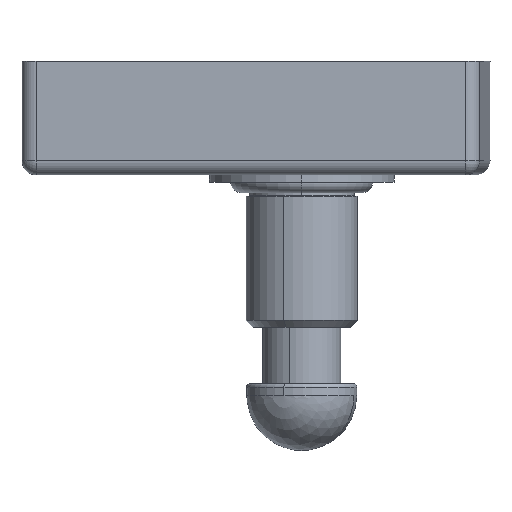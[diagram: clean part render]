
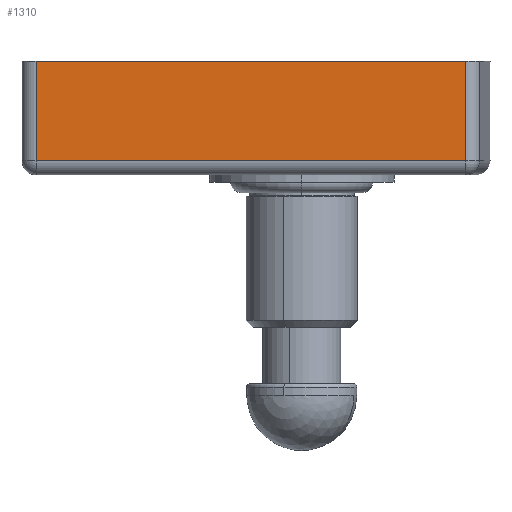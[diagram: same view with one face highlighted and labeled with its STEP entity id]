
A CAD part, front view. The second image highlights one B-rep face of the part: STEP entity #1310.
In plain terms, the highlighted face is planar.
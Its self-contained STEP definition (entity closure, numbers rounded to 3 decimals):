
#497 = CARTESIAN_POINT ( 'NONE',  ( 40., 1.95, 0. ) ) ;
#502 = DIRECTION ( 'NONE',  ( 0., -1., 0. ) ) ;
#1310 = ADVANCED_FACE ( 'NONE', ( #6481 ), #7270, .F. ) ;
#1397 = ORIENTED_EDGE ( 'NONE', *, *, #1674, .T. ) ;
#1451 = DIRECTION ( 'NONE',  ( 0., 0., 1. ) ) ;
#1460 = VECTOR ( 'NONE', #2385, 1000. ) ;
#1674 = EDGE_CURVE ( 'NONE', #6714, #6858, #3532, .T. ) ;
#1705 = LINE ( 'NONE', #3891, #1460 ) ;
#1821 = VECTOR ( 'NONE', #8181, 1000. ) ;
#2245 = CARTESIAN_POINT ( 'NONE',  ( 40., 1.95, 0. ) ) ;
#2385 = DIRECTION ( 'NONE',  ( 0., 0., 1. ) ) ;
#2968 = VECTOR ( 'NONE', #502, 1000. ) ;
#3305 = ORIENTED_EDGE ( 'NONE', *, *, #5198, .T. ) ;
#3532 = LINE ( 'NONE', #4399, #2968 ) ;
#3714 = LINE ( 'NONE', #8873, #1821 ) ;
#3843 = CARTESIAN_POINT ( 'NONE',  ( 40., 1.95, 14. ) ) ;
#3891 = CARTESIAN_POINT ( 'NONE',  ( 40., 62.4, 16. ) ) ;
#4399 = CARTESIAN_POINT ( 'NONE',  ( 40., 0., 14. ) ) ;
#4486 = CARTESIAN_POINT ( 'NONE',  ( 40., 62.4, 0. ) ) ;
#4798 = VERTEX_POINT ( 'NONE', #4486 ) ;
#5156 = DIRECTION ( 'NONE',  ( -1., 0., 0. ) ) ;
#5198 = EDGE_CURVE ( 'NONE', #6858, #8126, #8256, .T. ) ;
#5227 = DIRECTION ( 'NONE',  ( 0., 0., -1. ) ) ;
#5312 = EDGE_CURVE ( 'NONE', #4798, #6714, #1705, .T. ) ;
#5765 = AXIS2_PLACEMENT_3D ( 'NONE', #7317, #5156, #1451 ) ;
#6148 = CARTESIAN_POINT ( 'NONE',  ( 40., 62.4, 14. ) ) ;
#6481 = FACE_OUTER_BOUND ( 'NONE', #8204, .T. ) ;
#6714 = VERTEX_POINT ( 'NONE', #6148 ) ;
#6858 = VERTEX_POINT ( 'NONE', #3843 ) ;
#7209 = ORIENTED_EDGE ( 'NONE', *, *, #5312, .T. ) ;
#7270 = PLANE ( 'NONE',  #5765 ) ;
#7317 = CARTESIAN_POINT ( 'NONE',  ( 40., 0., 16. ) ) ;
#7485 = ORIENTED_EDGE ( 'NONE', *, *, #9545, .T. ) ;
#8126 = VERTEX_POINT ( 'NONE', #497 ) ;
#8181 = DIRECTION ( 'NONE',  ( 0., 1., 0. ) ) ;
#8204 = EDGE_LOOP ( 'NONE', ( #1397, #3305, #7485, #7209 ) ) ;
#8256 = LINE ( 'NONE', #2245, #8801 ) ;
#8801 = VECTOR ( 'NONE', #5227, 1000. ) ;
#8873 = CARTESIAN_POINT ( 'NONE',  ( 40., 0., 0. ) ) ;
#9545 = EDGE_CURVE ( 'NONE', #8126, #4798, #3714, .T. ) ;
